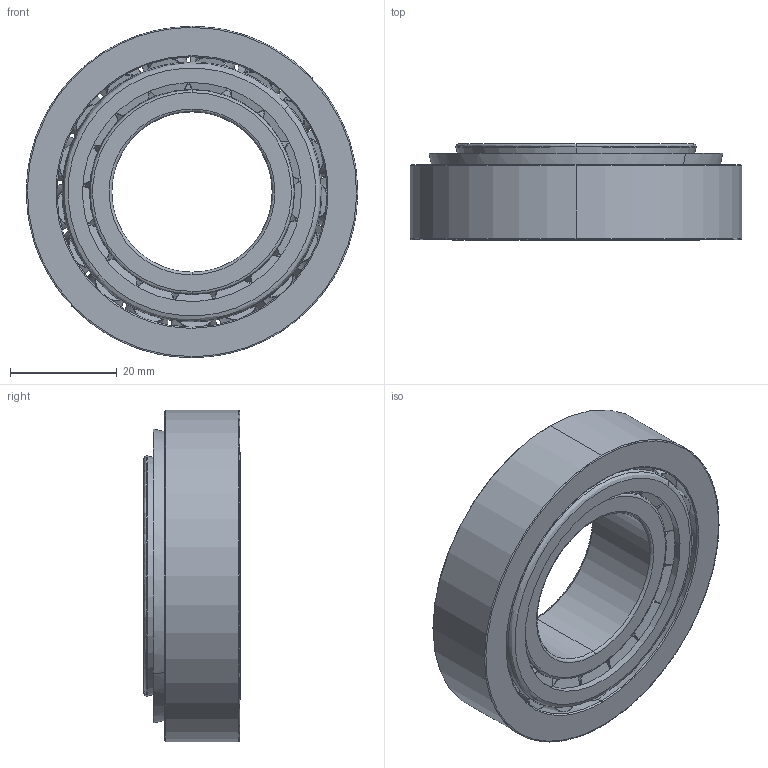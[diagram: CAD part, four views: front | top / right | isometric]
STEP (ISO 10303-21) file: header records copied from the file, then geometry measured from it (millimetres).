
FILE_DESCRIPTION (( 'STEP AP203' ), '1' );
FILE_NAME ('Bearing 30206.STEP', '2019-10-20T06:14:12', ( '' ), ( '' ), 'SwSTEP 2.0', 'SolidWorks 2019', '' );
FILE_SCHEMA (( 'CONFIG_CONTROL_DESIGN' ));
Length unit declared in the file: inch
Products named in the file (1): Bearing 30206
Bounding box: 62 x 17.98 x 62 mm (x, y, z)
Surface area: 20979 mm2 (no closed solid volume)
Topology: 0 solids, 20 shells, 216 faces, 588 edges, 376 vertices
Faces by surface type: cone 86, plane 74, cylinder 40, bspline 16
Entity records: 7116 total; most frequent: CARTESIAN_POINT 1769, DIRECTION 1150, ORIENTED_EDGE 994, EDGE_CURVE 588, AXIS2_PLACEMENT_3D 477, VERTEX_POINT 376, CIRCLE 276, EDGE_LOOP 237
